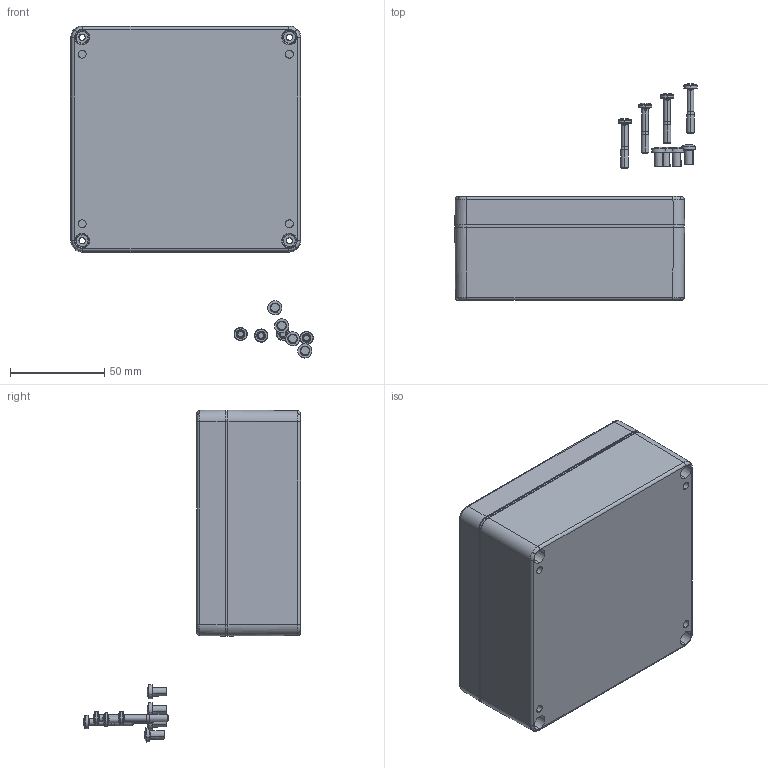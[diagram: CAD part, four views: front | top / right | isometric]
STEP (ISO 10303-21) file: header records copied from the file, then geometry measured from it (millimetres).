
FILE_DESCRIPTION (( 'STEP AP214' ), '1' );
FILE_NAME ('03121206.STEP', '2008-10-01T11:01:17', ( ' ' ), ( '' ), 'SwSTEP 2.0', 'SolidWorks 2008', '' );
FILE_SCHEMA (( 'AUTOMOTIVE_DESIGN' ));
Length unit declared in the file: millimetre
Products named in the file (9): 82002_im Deckel eingebaut; 31090-Einpressbuchse_Standard; 51005_Standard; 32082_Standard; 5200.009.0_Standard; 93214_WN1442 D4,5x7,8; 31082_Standard; 03121206
Assembly tree (17 placements, depth 3):
  03121206
    51005_Standard
      5200.009.0_Standard  x4
      93214_WN1442 D4,5x7,8  x4
    31082_Standard
      31082_Standard
      31090-Einpressbuchse_Standard  x4
    82002_im Deckel eingebaut
    32082_Standard
Bounding box: 128.62 x 115.21 x 176.21 mm (x, y, z)
Volume: 180502.7 mm3; surface area: 125869.7 mm2
Topology: 15 solids, 15 shells, 1564 faces, 3833 edges, 2333 vertices
Faces by surface type: plane 605, bspline 338, cylinder 279, cone 190, torus 144, sphere 8
Entity records: 45051 total; most frequent: CARTESIAN_POINT 20819, ORIENTED_EDGE 5406, DIRECTION 4450, EDGE_CURVE 2703, AXIS2_PLACEMENT_3D 1684, VERTEX_POINT 1619, EDGE_LOOP 1206, FACE_OUTER_BOUND 1138
